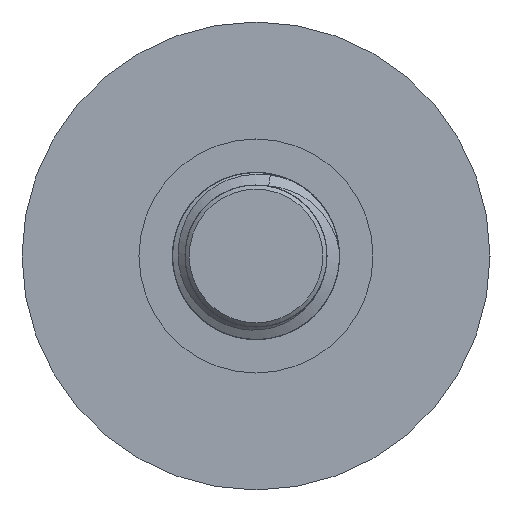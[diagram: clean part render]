
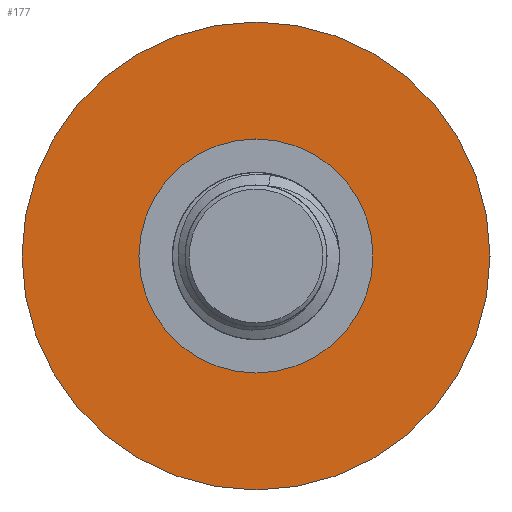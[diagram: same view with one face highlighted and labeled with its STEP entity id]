
A CAD part, left-side view. The second image highlights one B-rep face of the part: STEP entity #177.
In plain terms, the highlighted planar face has unit normal (-1, 0, 0).
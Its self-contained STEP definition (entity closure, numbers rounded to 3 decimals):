
#177=ADVANCED_FACE('',(#204),#196,.T.);
#196=PLANE('',#410);
#204=FACE_OUTER_BOUND('',#230,.T.);
#230=EDGE_LOOP('',(#262));
#262=ORIENTED_EDGE('',*,*,#350,.T.);
#324=VERTEX_POINT('',#543);
#350=EDGE_CURVE('',#324,#324,#384,.T.);
#384=CIRCLE('',#408,14.);
#408=AXIS2_PLACEMENT_3D('',#542,#462,#463);
#410=AXIS2_PLACEMENT_3D('',#545,#466,#467);
#462=DIRECTION('',(-1.,0.,0.));
#463=DIRECTION('',(0.,0.,1.));
#466=DIRECTION('',(-1.,0.,0.));
#467=DIRECTION('',(0.,0.,1.));
#542=CARTESIAN_POINT('',(0.,0.,0.));
#543=CARTESIAN_POINT('',(0.,0.,14.));
#545=CARTESIAN_POINT('',(0.,0.,0.));
